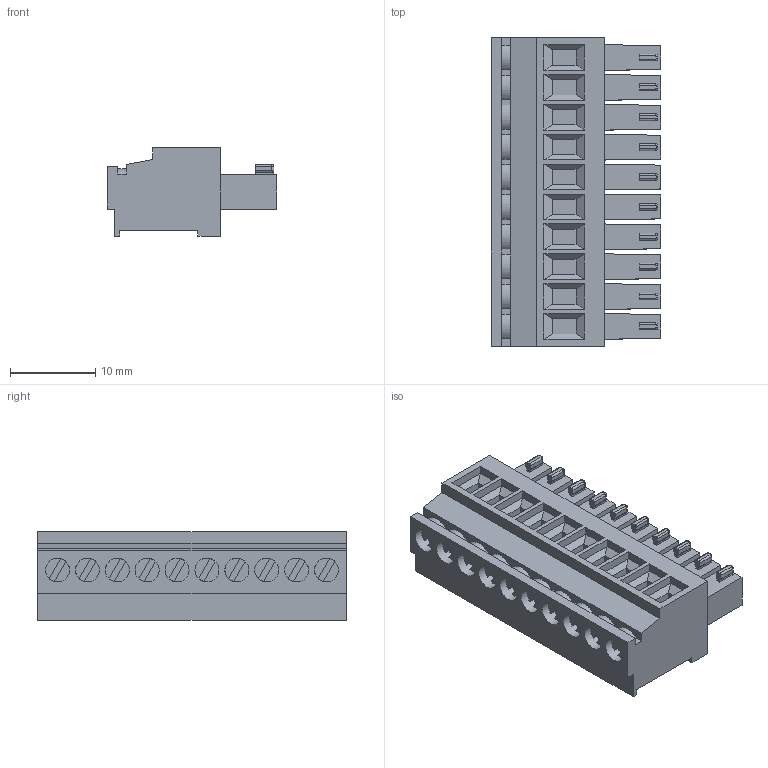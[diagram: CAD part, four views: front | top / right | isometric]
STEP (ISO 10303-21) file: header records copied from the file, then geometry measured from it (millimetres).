
FILE_DESCRIPTION( ( 'STEP AP203' ), '1' );
FILE_NAME( 'SV10-3.5-F.stp', ' ', ( ' ' ), ( ' ' ), 'PSStep 15.0.49', 'VISI 20.0', ' ' );
FILE_SCHEMA( ( 'AUTOMOTIVE_DESIGN { 1 0 10303 214 1 1 1 1 }' ) );
Length unit declared in the file: millimetre
Products named in the file (1): 1
Bounding box: 19.8 x 36.11 x 10.4 mm (x, y, z)
Volume: 4368.3 mm3; surface area: 3968.3 mm2
Topology: 1 solids, 1 shells, 498 faces, 1198 edges, 752 vertices
Faces by surface type: plane 368, cylinder 90, cone 20, bspline 20
Full cylindrical faces by diameter (mm): 1.2 x10, 2.8 x10
Entity records: 18183 total; most frequent: CARTESIAN_POINT 2689, DIRECTION 2376, ORIENTED_EDGE 2296, EDGE_CURVE 1148, LINE 878, VECTOR 878, AXIS2_PLACEMENT_3D 749, VERTEX_POINT 742
